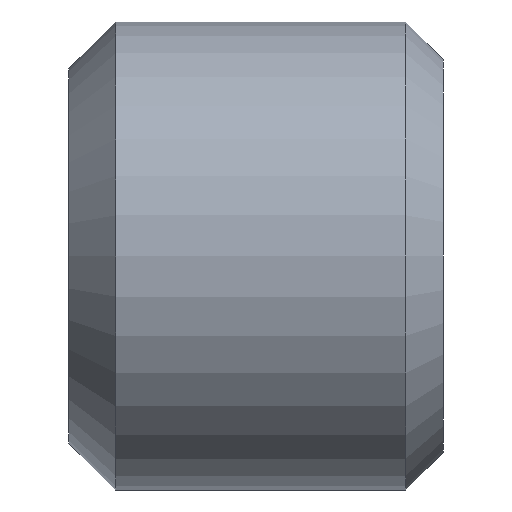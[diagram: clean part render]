
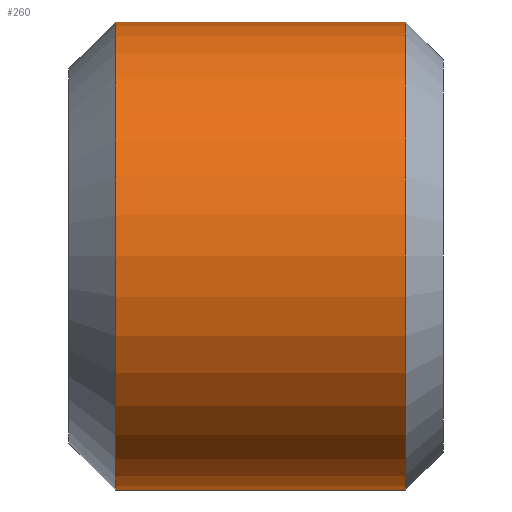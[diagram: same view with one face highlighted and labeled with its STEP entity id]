
A CAD part, left-side view. The second image highlights one B-rep face of the part: STEP entity #260.
In plain terms, the highlighted cylindrical face has radius 2.5 mm (diameter 5 mm), a partial arc.
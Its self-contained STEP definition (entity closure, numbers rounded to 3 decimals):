
#12 = EDGE_CURVE ( 'NONE', #91, #203, #674, .T. ) ;
#27 = CARTESIAN_POINT ( 'NONE',  ( 0., 3.5, 2.5 ) ) ;
#36 = EDGE_CURVE ( 'NONE', #468, #203, #194, .T. ) ;
#45 = FACE_OUTER_BOUND ( 'NONE', #658, .T. ) ;
#60 = CARTESIAN_POINT ( 'NONE',  ( 0., 0.4, 0. ) ) ;
#91 = VERTEX_POINT ( 'NONE', #27 ) ;
#100 = VECTOR ( 'NONE', #680, 1000. ) ;
#106 = AXIS2_PLACEMENT_3D ( 'NONE', #60, #235, #283 ) ;
#170 = ORIENTED_EDGE ( 'NONE', *, *, #36, .T. ) ;
#171 = CARTESIAN_POINT ( 'NONE',  ( 0., 4., -2.5 ) ) ;
#194 = CIRCLE ( 'NONE', #106, 2.5 ) ;
#203 = VERTEX_POINT ( 'NONE', #427 ) ;
#227 = DIRECTION ( 'NONE',  ( 0., -1., 0. ) ) ;
#235 = DIRECTION ( 'NONE',  ( 0., 1., 0. ) ) ;
#260 = ADVANCED_FACE ( 'NONE', ( #45 ), #433, .T. ) ;
#282 = LINE ( 'NONE', #171, #100 ) ;
#283 = DIRECTION ( 'NONE',  ( 0., 0., 1. ) ) ;
#301 = ORIENTED_EDGE ( 'NONE', *, *, #459, .T. ) ;
#331 = DIRECTION ( 'NONE',  ( 0., -1., 0. ) ) ;
#348 = CARTESIAN_POINT ( 'NONE',  ( 0., 4., 2.5 ) ) ;
#368 = VERTEX_POINT ( 'NONE', #496 ) ;
#370 = EDGE_CURVE ( 'NONE', #91, #368, #482, .T. ) ;
#389 = CARTESIAN_POINT ( 'NONE',  ( 0., 3.5, 0. ) ) ;
#406 = ORIENTED_EDGE ( 'NONE', *, *, #12, .F. ) ;
#427 = CARTESIAN_POINT ( 'NONE',  ( 0., 0.4, 2.5 ) ) ;
#428 = AXIS2_PLACEMENT_3D ( 'NONE', #389, #331, #726 ) ;
#433 = CYLINDRICAL_SURFACE ( 'NONE', #734, 2.5 ) ;
#459 = EDGE_CURVE ( 'NONE', #368, #468, #282, .T. ) ;
#468 = VERTEX_POINT ( 'NONE', #511 ) ;
#482 = CIRCLE ( 'NONE', #428, 2.5 ) ;
#496 = CARTESIAN_POINT ( 'NONE',  ( 0., 3.5, -2.5 ) ) ;
#511 = CARTESIAN_POINT ( 'NONE',  ( 0., 0.4, -2.5 ) ) ;
#520 = VECTOR ( 'NONE', #227, 1000. ) ;
#614 = DIRECTION ( 'NONE',  ( 0., -1., 0. ) ) ;
#619 = CARTESIAN_POINT ( 'NONE',  ( 0., 4., 0. ) ) ;
#658 = EDGE_LOOP ( 'NONE', ( #406, #664, #301, #170 ) ) ;
#660 = DIRECTION ( 'NONE',  ( 0., 0., -1. ) ) ;
#664 = ORIENTED_EDGE ( 'NONE', *, *, #370, .T. ) ;
#674 = LINE ( 'NONE', #348, #520 ) ;
#680 = DIRECTION ( 'NONE',  ( 0., -1., 0. ) ) ;
#726 = DIRECTION ( 'NONE',  ( 0., 0., 1. ) ) ;
#734 = AXIS2_PLACEMENT_3D ( 'NONE', #619, #614, #660 ) ;
